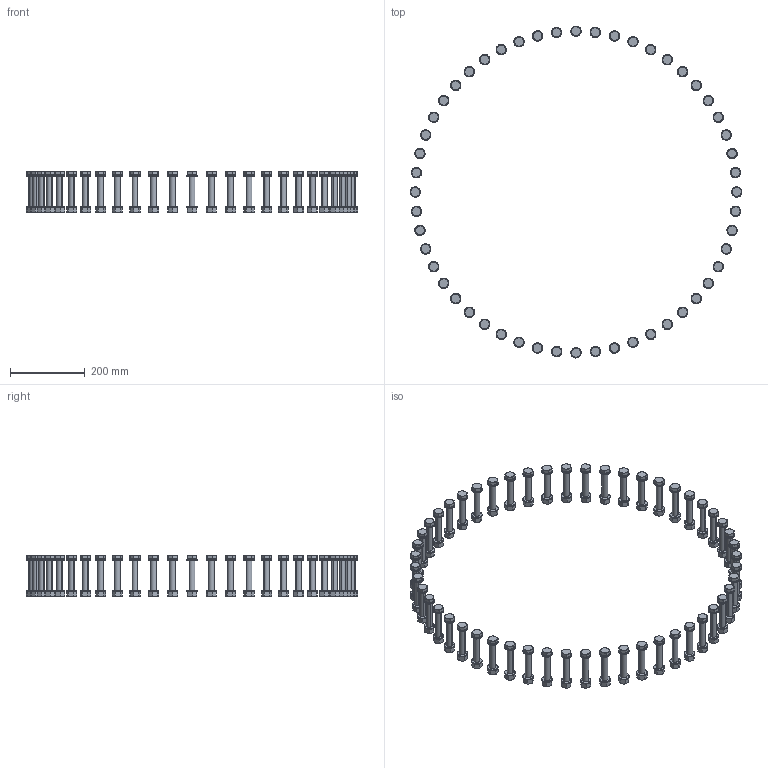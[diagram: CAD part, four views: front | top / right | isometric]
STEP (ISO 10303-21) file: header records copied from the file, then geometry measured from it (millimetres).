
FILE_DESCRIPTION (( 'STEP AP214' ), '1' );
FILE_NAME ('620BSC800.step', '2017-07-10T05:40:53', ( 'install' ), ( '' ), 'SwSTEP 2.0', 'SolidWorks 2015', '' );
FILE_SCHEMA (( 'AUTOMOTIVE_DESIGN' ));
Length unit declared in the file: millimetre
Products named in the file (1): 620BSC800
Bounding box: 887 x 887 x 110.45 mm (x, y, z)
Volume: 1677171.5 mm3; surface area: 608119 mm2
Topology: 208 solids, 208 shells, 3588 faces, 7488 edges, 4368 vertices
Faces by surface type: plane 1404, cone 1248, cylinder 832, torus 104
Entity records: 143497 total; most frequent: CARTESIAN_POINT 26677, DIRECTION 16018, ORIENTED_EDGE 14976, EDGE_CURVE 7488, AXIS2_PLACEMENT_3D 6813, VERTEX_POINT 4368, EDGE_LOOP 3952, UNCERTAINTY_MEASURE_WITH_UNIT 3798
